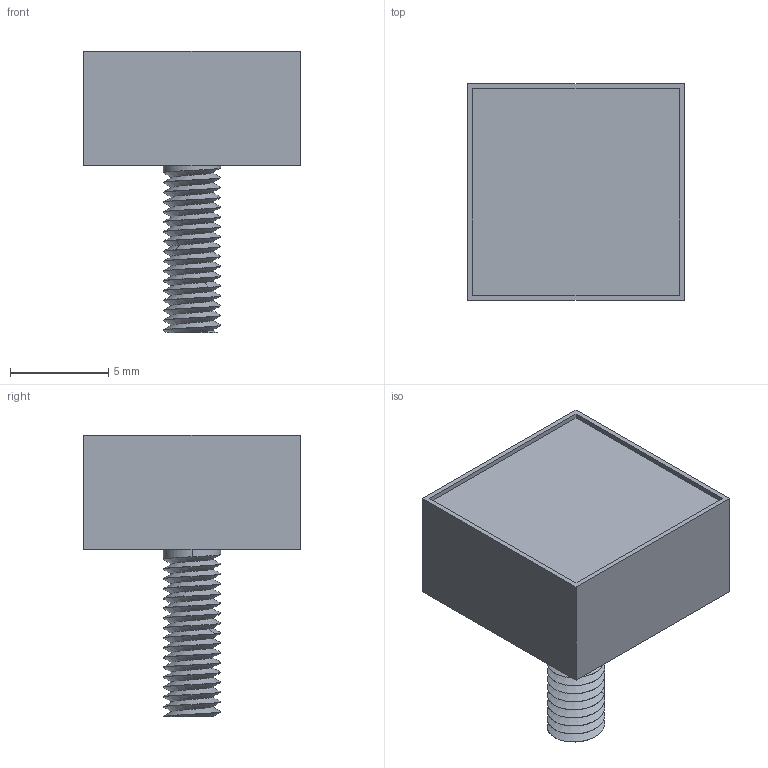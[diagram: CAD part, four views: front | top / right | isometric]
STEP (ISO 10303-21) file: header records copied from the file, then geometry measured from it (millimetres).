
FILE_DESCRIPTION((''),'2;1');
FILE_NAME('156808_SW','2011-10-06T',('banengservice'),('BANNER ENGINEERING'),'PRO/ENGINEER BY PARAMETRIC TECHNOLOGY CORPORATION, 2009141','PRO/ENGINEER BY PARAMETRIC TECHNOLOGY CORPORATION, 2009141','');
FILE_SCHEMA(('CONFIG_CONTROL_DESIGN'));
Length unit declared in the file: inch
Products named in the file (1): 156808_SW
Bounding box: 11 x 11 x 14.3 mm (x, y, z)
Volume: 717.3 mm3; surface area: 637.3 mm2
Topology: 1 solids, 1 shells, 57 faces, 153 edges, 100 vertices
Faces by surface type: cylinder 34, plane 13, bspline 10
Entity records: 4484 total; most frequent: CARTESIAN_POINT 3206, ORIENTED_EDGE 306, DIRECTION 168, EDGE_CURVE 153, VERTEX_POINT 100, B_SPLINE_CURVE_WITH_KNOTS 82, VECTOR 68, LINE 68
